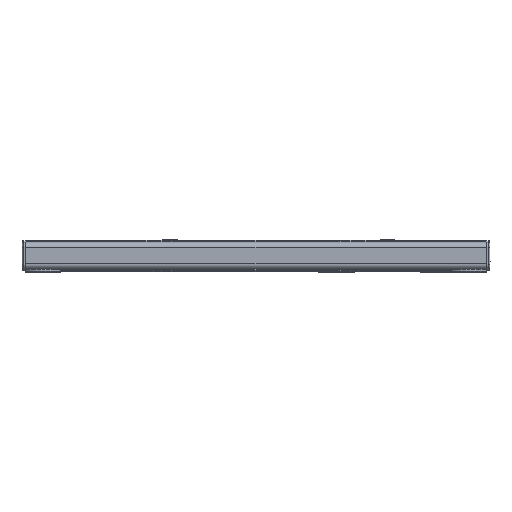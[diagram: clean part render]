
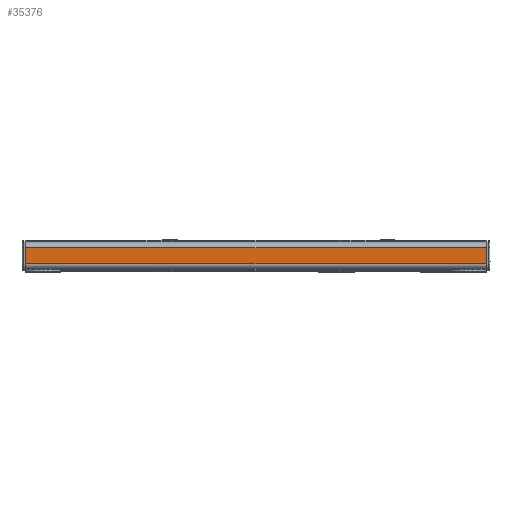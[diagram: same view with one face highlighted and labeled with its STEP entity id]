
A CAD part, front view. The second image highlights one B-rep face of the part: STEP entity #35376.
In plain terms, the highlighted planar face has unit normal (0, -1, 0).
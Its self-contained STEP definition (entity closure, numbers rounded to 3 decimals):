
#35356=AXIS2_PLACEMENT_3D('Plane Axis2P3D',#35353,#35354,#35355) ;
#34982=CARTESIAN_POINT('Vertex',(-254.,0.,3.)) ;
#34985=CARTESIAN_POINT('Line Origine',(-254.,0.,7.5)) ;
#34989=CARTESIAN_POINT('Vertex',(-254.,0.,12.)) ;
#35318=CARTESIAN_POINT('Line Origine',(-127.,0.,12.)) ;
#35322=CARTESIAN_POINT('Vertex',(0.,0.,12.)) ;
#35353=CARTESIAN_POINT('Axis2P3D Location',(0.,0.,15.)) ;
#35358=CARTESIAN_POINT('Line Origine',(-127.,0.,3.)) ;
#35362=CARTESIAN_POINT('Vertex',(0.,0.,3.)) ;
#35365=CARTESIAN_POINT('Line Origine',(0.,0.,7.5)) ;
#34986=DIRECTION('Vector Direction',(0.,0.,-1.)) ;
#35319=DIRECTION('Vector Direction',(-1.,0.,0.)) ;
#35354=DIRECTION('Axis2P3D Direction',(0.,1.,0.)) ;
#35355=DIRECTION('Axis2P3D XDirection',(0.,0.,-1.)) ;
#35359=DIRECTION('Vector Direction',(-1.,0.,0.)) ;
#35366=DIRECTION('Vector Direction',(0.,0.,-1.)) ;
#34987=VECTOR('Line Direction',#34986,1.) ;
#35320=VECTOR('Line Direction',#35319,1.) ;
#35360=VECTOR('Line Direction',#35359,1.) ;
#35367=VECTOR('Line Direction',#35366,1.) ;
#35371=ORIENTED_EDGE('',*,*,#35364,.F.) ;
#35372=ORIENTED_EDGE('',*,*,#35369,.F.) ;
#35373=ORIENTED_EDGE('',*,*,#35324,.T.) ;
#35374=ORIENTED_EDGE('',*,*,#34991,.T.) ;
#35376=ADVANCED_FACE('\X2\FF8AFF9FFF70FF82\X0\ \X2\FF8EFF9EFF83FF9EFF68FF70\X0\',(#35375),#35357,.F.) ;
#34991=EDGE_CURVE('',#34990,#34983,#34988,.T.) ;
#35324=EDGE_CURVE('',#35323,#34990,#35321,.T.) ;
#35364=EDGE_CURVE('',#35363,#34983,#35361,.T.) ;
#35369=EDGE_CURVE('',#35323,#35363,#35368,.T.) ;
#35370=EDGE_LOOP('',(#35371,#35372,#35373,#35374)) ;
#35375=FACE_OUTER_BOUND('',#35370,.T.) ;
#34988=LINE('Line',#34985,#34987) ;
#35321=LINE('Line',#35318,#35320) ;
#35361=LINE('Line',#35358,#35360) ;
#35368=LINE('Line',#35365,#35367) ;
#35357=PLANE('Plane',#35356) ;
#34983=VERTEX_POINT('',#34982) ;
#34990=VERTEX_POINT('',#34989) ;
#35323=VERTEX_POINT('',#35322) ;
#35363=VERTEX_POINT('',#35362) ;
